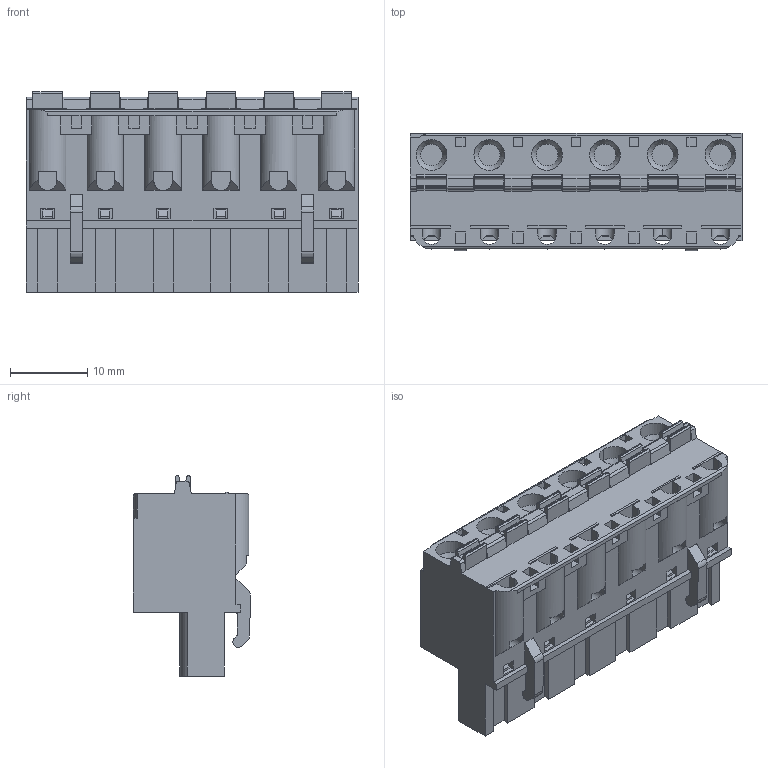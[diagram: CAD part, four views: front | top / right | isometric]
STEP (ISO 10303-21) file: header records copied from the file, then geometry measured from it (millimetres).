
FILE_DESCRIPTION(('STEP AP214'),'1');
FILE_NAME('SHM06-7.5.stp','2021-03-04T15:56:08',(' '),(' '),'Spatial InterOp 3D',' ',' ');
FILE_SCHEMA(('automotive_design'));
Length unit declared in the file: metre
Products named in the file (1): 1
Bounding box: 43.1 x 15.2 x 26 mm (x, y, z)
Volume: 10591.6 mm3; surface area: 5219.9 mm2
Topology: 1 solids, 1 shells, 544 faces, 1539 edges, 1019 vertices
Faces by surface type: plane 434, cylinder 96, cone 13, extrusion 1
Full cylindrical faces by diameter (mm): 4 x5
Entity records: 21938 total; most frequent: CARTESIAN_POINT 3342, ORIENTED_EDGE 3030, DIRECTION 2812, EDGE_CURVE 1515, VECTOR 1238, LINE 1237, VERTEX_POINT 1011, AXIS2_PLACEMENT_3D 787
